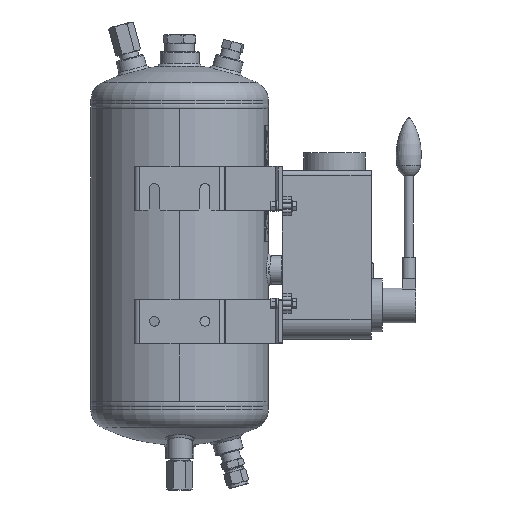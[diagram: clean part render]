
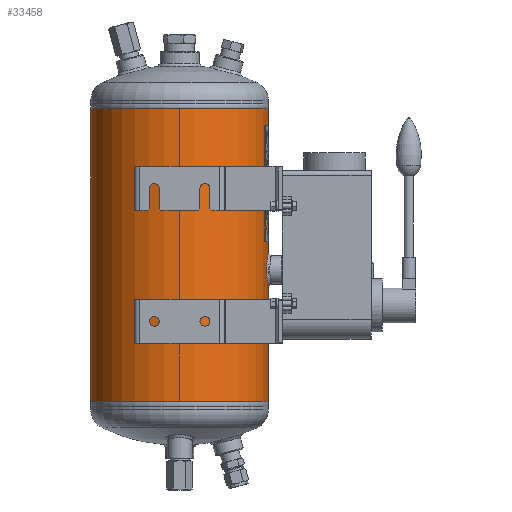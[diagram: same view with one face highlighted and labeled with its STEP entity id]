
A CAD part, left-side view. The second image highlights one B-rep face of the part: STEP entity #33458.
In plain terms, the highlighted cylindrical face has radius 100 mm (diameter 200 mm), a partial arc.
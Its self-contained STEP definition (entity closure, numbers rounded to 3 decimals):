
#2237=LINE('',#52591,#4361);
#2238=LINE('',#52596,#4362);
#2239=LINE('',#52600,#4363);
#2240=LINE('',#52604,#4364);
#4361=VECTOR('',#44286,1000.);
#4362=VECTOR('',#44289,1000.);
#4363=VECTOR('',#44292,1000.);
#4364=VECTOR('',#44295,1000.);
#6485=CIRCLE('',#41229,100.);
#6486=CIRCLE('',#41230,100.);
#6487=CIRCLE('',#41231,100.);
#6488=CIRCLE('',#41232,100.);
#7491=ORIENTED_EDGE('',*,*,#17279,.T.);
#7492=ORIENTED_EDGE('',*,*,#17280,.T.);
#7493=ORIENTED_EDGE('',*,*,#17281,.T.);
#7494=ORIENTED_EDGE('',*,*,#17282,.F.);
#7495=ORIENTED_EDGE('',*,*,#17283,.F.);
#7496=ORIENTED_EDGE('',*,*,#17284,.F.);
#7497=ORIENTED_EDGE('',*,*,#17285,.F.);
#7498=ORIENTED_EDGE('',*,*,#17286,.T.);
#7499=ORIENTED_EDGE('',*,*,#17287,.T.);
#7500=ORIENTED_EDGE('',*,*,#17288,.F.);
#7501=ORIENTED_EDGE('',*,*,#17289,.F.);
#17279=EDGE_CURVE('',#22173,#22173,#25629,.T.);
#17280=EDGE_CURVE('',#22174,#22174,#25630,.T.);
#17281=EDGE_CURVE('',#22175,#22175,#25631,.T.);
#17282=EDGE_CURVE('',#22176,#22177,#2237,.T.);
#17283=EDGE_CURVE('',#22178,#22176,#6485,.T.);
#17284=EDGE_CURVE('',#22179,#22178,#2238,.F.);
#17285=EDGE_CURVE('',#22180,#22179,#6486,.T.);
#17286=EDGE_CURVE('',#22180,#22181,#2239,.T.);
#17287=EDGE_CURVE('',#22181,#22182,#6487,.T.);
#17288=EDGE_CURVE('',#22183,#22182,#2240,.T.);
#17289=EDGE_CURVE('',#22177,#22183,#6488,.T.);
#22173=VERTEX_POINT('',#52566);
#22174=VERTEX_POINT('',#52578);
#22175=VERTEX_POINT('',#52590);
#22176=VERTEX_POINT('',#52592);
#22177=VERTEX_POINT('',#52593);
#22178=VERTEX_POINT('',#52595);
#22179=VERTEX_POINT('',#52597);
#22180=VERTEX_POINT('',#52599);
#22181=VERTEX_POINT('',#52601);
#22182=VERTEX_POINT('',#52603);
#22183=VERTEX_POINT('',#52605);
#25629=B_SPLINE_CURVE_WITH_KNOTS('',3,(#52547,#52548,#52549,#52550,#52551,
#52552,#52553,#52554,#52555,#52556,#52557,#52558,#52559,#52560,#52561,#52562,
#52563,#52564,#52565),.UNSPECIFIED.,.T.,.F.,(1,1,1,1,1,1,1,1,1,1,1,1,1,
1,1,1,1,1,1,1,1,1,1),(-0.018,-0.012,-0.006,
0.,0.006,0.012,0.018,0.023,
0.029,0.035,0.041,0.047,
0.053,0.059,0.065,0.07,
0.076,0.082,0.088,0.094,
0.1,0.106,0.112),.UNSPECIFIED.);
#25630=B_SPLINE_CURVE_WITH_KNOTS('',3,(#52567,#52568,#52569,#52570,#52571,
#52572,#52573,#52574,#52575,#52576,#52577),.UNSPECIFIED.,.T.,.F.,(1,1,1,
1,1,1,1,1,1,1,1,1,1,1,1),(-0.012,-0.008,-0.004,
0.,0.004,0.008,0.012,
0.016,0.02,0.023,0.027,
0.031,0.035,0.039,0.043),
 .UNSPECIFIED.);
#25631=B_SPLINE_CURVE_WITH_KNOTS('',3,(#52579,#52580,#52581,#52582,#52583,
#52584,#52585,#52586,#52587,#52588,#52589),.UNSPECIFIED.,.T.,.F.,(1,1,1,
1,1,1,1,1,1,1,1,1,1,1,1),(-0.012,-0.008,-0.004,
0.,0.004,0.008,0.012,
0.016,0.02,0.023,0.027,
0.031,0.035,0.039,0.043),
 .UNSPECIFIED.);
#27372=EDGE_LOOP('',(#7491));
#27373=EDGE_LOOP('',(#7492));
#27374=EDGE_LOOP('',(#7493));
#27375=EDGE_LOOP('',(#7494,#7495,#7496,#7497,#7498,#7499,#7500,#7501));
#30159=FACE_BOUND('',#27372,.T.);
#30160=FACE_BOUND('',#27373,.T.);
#30161=FACE_BOUND('',#27374,.T.);
#30162=FACE_BOUND('',#27375,.T.);
#32944=CYLINDRICAL_SURFACE('',#41228,100.);
#33458=ADVANCED_FACE('',(#30159,#30160,#30161,#30162),#32944,.T.);
#41228=AXIS2_PLACEMENT_3D('',#52546,#44284,#44285);
#41229=AXIS2_PLACEMENT_3D('',#52594,#44287,#44288);
#41230=AXIS2_PLACEMENT_3D('',#52598,#44290,#44291);
#41231=AXIS2_PLACEMENT_3D('',#52602,#44293,#44294);
#41232=AXIS2_PLACEMENT_3D('',#52606,#44296,#44297);
#44284=DIRECTION('',(0.,-1.,0.));
#44285=DIRECTION('',(0.,0.,-1.));
#44286=DIRECTION('',(0.,-1.,0.));
#44287=DIRECTION('',(0.,1.,0.));
#44288=DIRECTION('',(1.,0.,0.));
#44289=DIRECTION('',(0.,-1.,0.));
#44290=DIRECTION('',(0.,-1.,0.));
#44291=DIRECTION('',(1.,0.,0.));
#44292=DIRECTION('',(0.,-1.,0.));
#44293=DIRECTION('',(0.,1.,0.));
#44294=DIRECTION('',(1.,0.,0.));
#44295=DIRECTION('',(0.,-1.,0.));
#44296=DIRECTION('',(0.,-1.,0.));
#44297=DIRECTION('',(1.,0.,0.));
#52546=CARTESIAN_POINT('',(0.,330.,0.));
#52547=CARTESIAN_POINT('',(-98.994,187.429,14.208));
#52548=CARTESIAN_POINT('',(-98.806,181.503,15.395));
#52549=CARTESIAN_POINT('',(-98.993,175.608,14.214));
#52550=CARTESIAN_POINT('',(-99.436,170.625,10.88));
#52551=CARTESIAN_POINT('',(-99.878,167.295,5.9));
#52552=CARTESIAN_POINT('',(-100.061,166.117,0.009));
#52553=CARTESIAN_POINT('',(-99.879,167.288,-5.887));
#52554=CARTESIAN_POINT('',(-99.437,170.623,-10.879));
#52555=CARTESIAN_POINT('',(-98.992,175.61,-14.215));
#52556=CARTESIAN_POINT('',(-98.807,181.503,-15.391));
#52557=CARTESIAN_POINT('',(-98.992,187.396,-14.219));
#52558=CARTESIAN_POINT('',(-99.435,192.379,-10.892));
#52559=CARTESIAN_POINT('',(-99.877,195.718,-5.914));
#52560=CARTESIAN_POINT('',(-100.061,196.901,-0.013));
#52561=CARTESIAN_POINT('',(-99.878,195.728,5.889));
#52562=CARTESIAN_POINT('',(-99.437,192.395,10.874));
#52563=CARTESIAN_POINT('',(-98.994,187.429,14.208));
#52564=CARTESIAN_POINT('',(-98.806,181.503,15.395));
#52565=CARTESIAN_POINT('',(-98.993,175.608,14.214));
#52566=CARTESIAN_POINT('',(-98.869,181.508,15.));
#52567=CARTESIAN_POINT('',(3.922,158.915,-99.937));
#52568=CARTESIAN_POINT('',(-0.001,160.542,-100.031));
#52569=CARTESIAN_POINT('',(-3.918,158.916,-99.937));
#52570=CARTESIAN_POINT('',(-5.54,155.004,-99.844));
#52571=CARTESIAN_POINT('',(-3.921,151.083,-99.937));
#52572=CARTESIAN_POINT('',(-0.001,149.46,-100.031));
#52573=CARTESIAN_POINT('',(3.913,151.078,-99.938));
#52574=CARTESIAN_POINT('',(5.541,154.994,-99.844));
#52575=CARTESIAN_POINT('',(3.922,158.915,-99.937));
#52576=CARTESIAN_POINT('',(-0.001,160.542,-100.031));
#52577=CARTESIAN_POINT('',(-3.918,158.916,-99.937));
#52578=CARTESIAN_POINT('',(0.,160.,-100.));
#52579=CARTESIAN_POINT('',(3.922,48.915,-99.937));
#52580=CARTESIAN_POINT('',(-0.001,50.542,-100.031));
#52581=CARTESIAN_POINT('',(-3.918,48.916,-99.937));
#52582=CARTESIAN_POINT('',(-5.54,45.004,-99.844));
#52583=CARTESIAN_POINT('',(-3.921,41.083,-99.937));
#52584=CARTESIAN_POINT('',(-0.001,39.46,-100.031));
#52585=CARTESIAN_POINT('',(3.913,41.078,-99.938));
#52586=CARTESIAN_POINT('',(5.541,44.994,-99.844));
#52587=CARTESIAN_POINT('',(3.922,48.915,-99.937));
#52588=CARTESIAN_POINT('',(-0.001,50.542,-100.031));
#52589=CARTESIAN_POINT('',(-3.918,48.916,-99.937));
#52590=CARTESIAN_POINT('',(0.,50.,-100.));
#52591=CARTESIAN_POINT('',(-0.241,165.,100.));
#52592=CARTESIAN_POINT('',(-0.241,330.,100.));
#52593=CARTESIAN_POINT('',(-0.241,265.,100.));
#52594=CARTESIAN_POINT('',(0.,330.,0.));
#52595=CARTESIAN_POINT('',(0.241,330.,100.));
#52596=CARTESIAN_POINT('',(0.241,165.,100.));
#52597=CARTESIAN_POINT('',(0.241,265.,100.));
#52598=CARTESIAN_POINT('',(0.,265.,0.));
#52599=CARTESIAN_POINT('',(0.254,265.,100.));
#52600=CARTESIAN_POINT('',(0.254,265.,100.));
#52601=CARTESIAN_POINT('',(0.254,0.,100.));
#52602=CARTESIAN_POINT('',(0.,0.,0.));
#52603=CARTESIAN_POINT('',(-0.254,0.,100.));
#52604=CARTESIAN_POINT('',(-0.254,265.,100.));
#52605=CARTESIAN_POINT('',(-0.254,265.,100.));
#52606=CARTESIAN_POINT('',(0.,265.,0.));
